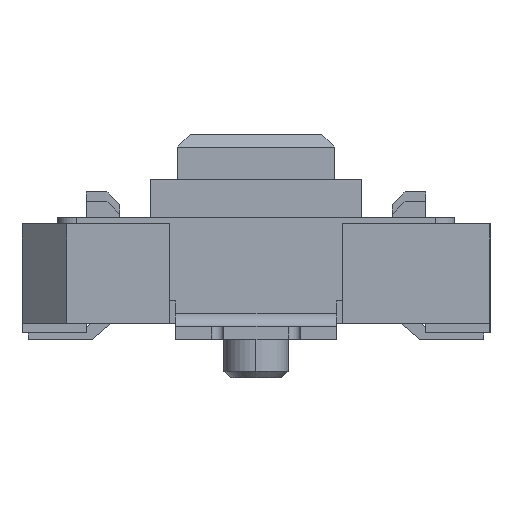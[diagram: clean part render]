
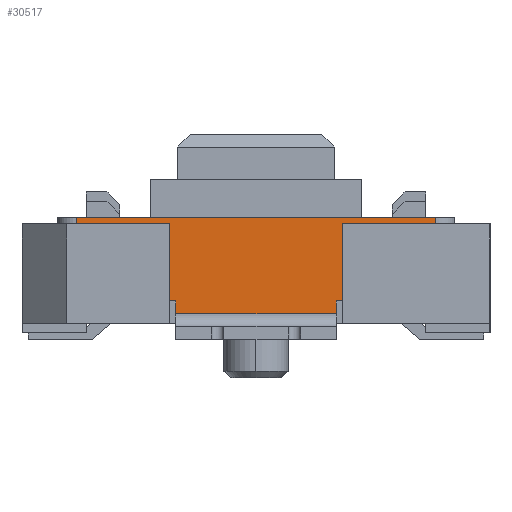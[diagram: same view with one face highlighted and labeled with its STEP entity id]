
A CAD part, left-side view. The second image highlights one B-rep face of the part: STEP entity #30517.
In plain terms, the highlighted planar face has unit normal (-1, 0, 0).
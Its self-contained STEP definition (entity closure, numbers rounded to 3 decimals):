
#30212 = EDGE_CURVE('',#30213,#30215,#30217,.T.);
#30213 = VERTEX_POINT('',#30214);
#30214 = CARTESIAN_POINT('',(-20.65,2.8,
    1.928));
#30215 = VERTEX_POINT('',#30216);
#30216 = CARTESIAN_POINT('',(-20.65,-2.8,
    1.928));
#30217 = LINE('',#30218,#30219);
#30218 = CARTESIAN_POINT('',(-20.65,0.,
    1.928));
#30219 = VECTOR('',#30220,1.);
#30220 = DIRECTION('',(0.,-1.,0.));
#30385 = VERTEX_POINT('',#30386);
#30386 = CARTESIAN_POINT('',(-20.65,1.925,
    1.428));
#30392 = EDGE_CURVE('',#30393,#30385,#30395,.T.);
#30393 = VERTEX_POINT('',#30394);
#30394 = CARTESIAN_POINT('',(-20.65,2.8,
    1.428));
#30395 = LINE('',#30396,#30397);
#30396 = CARTESIAN_POINT('',(-20.65,0.,
    1.428));
#30397 = VECTOR('',#30398,1.);
#30398 = DIRECTION('',(0.,-1.,0.));
#30418 = VERTEX_POINT('',#30419);
#30419 = CARTESIAN_POINT('',(-20.65,1.925,
    0.628));
#30425 = EDGE_CURVE('',#30385,#30418,#30426,.T.);
#30426 = LINE('',#30427,#30428);
#30427 = CARTESIAN_POINT('',(-20.65,1.925,
    1.428));
#30428 = VECTOR('',#30429,1.);
#30429 = DIRECTION('',(0.,0.,-1.));
#30440 = VERTEX_POINT('',#30441);
#30441 = CARTESIAN_POINT('',(-20.65,1.25,
    0.628));
#30447 = EDGE_CURVE('',#30418,#30440,#30448,.T.);
#30448 = LINE('',#30449,#30450);
#30449 = CARTESIAN_POINT('',(-20.65,0.,
    0.628));
#30450 = VECTOR('',#30451,1.);
#30451 = DIRECTION('',(0.,-1.,0.));
#30490 = VERTEX_POINT('',#30491);
#30491 = CARTESIAN_POINT('',(-20.65,1.25,
    0.428));
#30498 = EDGE_CURVE('',#30490,#30440,#30499,.T.);
#30499 = LINE('',#30500,#30501);
#30500 = CARTESIAN_POINT('',(-20.65,1.25,
    1.428));
#30501 = VECTOR('',#30502,1.);
#30502 = DIRECTION('',(0.,0.,1.));
#30517 = ADVANCED_FACE('',(#30518),#30577,.T.);
#30518 = FACE_BOUND('',#30519,.T.);
#30519 = EDGE_LOOP('',(#30520,#30528,#30536,#30544,#30552,#30560,#30566,
    #30567,#30573,#30574,#30575,#30576));
#30520 = ORIENTED_EDGE('',*,*,#30521,.T.);
#30521 = EDGE_CURVE('',#30490,#30522,#30524,.T.);
#30522 = VERTEX_POINT('',#30523);
#30523 = CARTESIAN_POINT('',(-20.65,-1.25,
    0.428));
#30524 = LINE('',#30525,#30526);
#30525 = CARTESIAN_POINT('',(-20.65,0.,
    0.428));
#30526 = VECTOR('',#30527,1.);
#30527 = DIRECTION('',(0.,-1.,0.));
#30528 = ORIENTED_EDGE('',*,*,#30529,.F.);
#30529 = EDGE_CURVE('',#30530,#30522,#30532,.T.);
#30530 = VERTEX_POINT('',#30531);
#30531 = CARTESIAN_POINT('',(-20.65,-1.25,
    0.628));
#30532 = LINE('',#30533,#30534);
#30533 = CARTESIAN_POINT('',(-20.65,-1.25,
    1.428));
#30534 = VECTOR('',#30535,1.);
#30535 = DIRECTION('',(0.,0.,-1.));
#30536 = ORIENTED_EDGE('',*,*,#30537,.T.);
#30537 = EDGE_CURVE('',#30530,#30538,#30540,.T.);
#30538 = VERTEX_POINT('',#30539);
#30539 = CARTESIAN_POINT('',(-20.65,-1.925,
    0.628));
#30540 = LINE('',#30541,#30542);
#30541 = CARTESIAN_POINT('',(-20.65,0.,
    0.628));
#30542 = VECTOR('',#30543,1.);
#30543 = DIRECTION('',(0.,-1.,0.));
#30544 = ORIENTED_EDGE('',*,*,#30545,.F.);
#30545 = EDGE_CURVE('',#30546,#30538,#30548,.T.);
#30546 = VERTEX_POINT('',#30547);
#30547 = CARTESIAN_POINT('',(-20.65,-1.925,
    1.428));
#30548 = LINE('',#30549,#30550);
#30549 = CARTESIAN_POINT('',(-20.65,-1.925,
    1.428));
#30550 = VECTOR('',#30551,1.);
#30551 = DIRECTION('',(0.,0.,-1.));
#30552 = ORIENTED_EDGE('',*,*,#30553,.T.);
#30553 = EDGE_CURVE('',#30546,#30554,#30556,.T.);
#30554 = VERTEX_POINT('',#30555);
#30555 = CARTESIAN_POINT('',(-20.65,-2.8,
    1.428));
#30556 = LINE('',#30557,#30558);
#30557 = CARTESIAN_POINT('',(-20.65,0.,
    1.428));
#30558 = VECTOR('',#30559,1.);
#30559 = DIRECTION('',(0.,-1.,0.));
#30560 = ORIENTED_EDGE('',*,*,#30561,.T.);
#30561 = EDGE_CURVE('',#30554,#30215,#30562,.T.);
#30562 = LINE('',#30563,#30564);
#30563 = CARTESIAN_POINT('',(-20.65,-2.8,
    1.428));
#30564 = VECTOR('',#30565,1.);
#30565 = DIRECTION('',(0.,0.,1.));
#30566 = ORIENTED_EDGE('',*,*,#30212,.F.);
#30567 = ORIENTED_EDGE('',*,*,#30568,.F.);
#30568 = EDGE_CURVE('',#30393,#30213,#30569,.T.);
#30569 = LINE('',#30570,#30571);
#30570 = CARTESIAN_POINT('',(-20.65,2.8,
    1.428));
#30571 = VECTOR('',#30572,1.);
#30572 = DIRECTION('',(0.,0.,1.));
#30573 = ORIENTED_EDGE('',*,*,#30392,.T.);
#30574 = ORIENTED_EDGE('',*,*,#30425,.T.);
#30575 = ORIENTED_EDGE('',*,*,#30447,.T.);
#30576 = ORIENTED_EDGE('',*,*,#30498,.F.);
#30577 = PLANE('',#30578);
#30578 = AXIS2_PLACEMENT_3D('',#30579,#30580,#30581);
#30579 = CARTESIAN_POINT('',(-20.65,1.25,
    1.428));
#30580 = DIRECTION('',(-1.,0.,0.));
#30581 = DIRECTION('',(0.,1.,0.));
